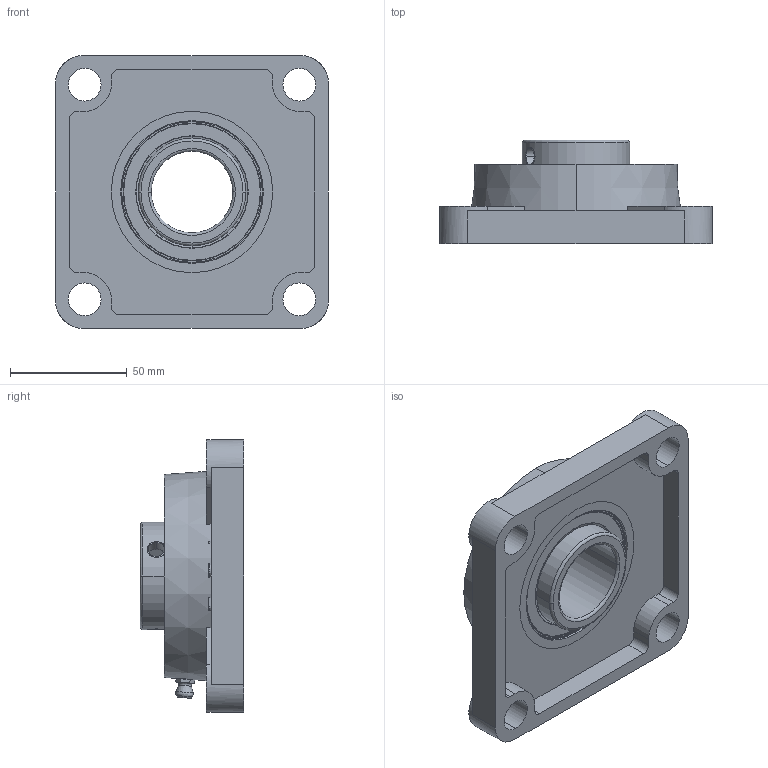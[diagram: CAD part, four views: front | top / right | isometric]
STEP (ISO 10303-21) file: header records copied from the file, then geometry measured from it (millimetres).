
FILE_DESCRIPTION((''),'2;1');
FILE_NAME('UCF207_ASM','2017-09-04T11:52:01',('giuseppe.caruso'),(''),'CREO PARAMETRIC BY PTC INC, 2016390','CREO PARAMETRIC BY PTC INC, 2016390','');
FILE_SCHEMA(('CONFIG_CONTROL_DESIGN'));
Length unit declared in the file: millimetre
Products named in the file (4): F207; UC207; INGRASSATORE; UCF207_ASM
Assembly tree (3 placements, depth 2):
  UCF207_ASM
    F207
    UC207
    INGRASSATORE
Bounding box: 117 x 44.4 x 117 mm (x, y, z)
Volume: 173925.7 mm3; surface area: 78833.7 mm2
Topology: 30 solids, 33 shells, 762 faces, 2006 edges, 1304 vertices
Faces by surface type: plane 558, cylinder 112, sphere 36, cone 24, bspline 18, torus 14
Entity records: 24025 total; most frequent: CARTESIAN_POINT 4937, ORIENTED_EDGE 3932, DIRECTION 3866, EDGE_CURVE 1974, VECTOR 1528, LINE 1528, VERTEX_POINT 1304, AXIS2_PLACEMENT_3D 1169
